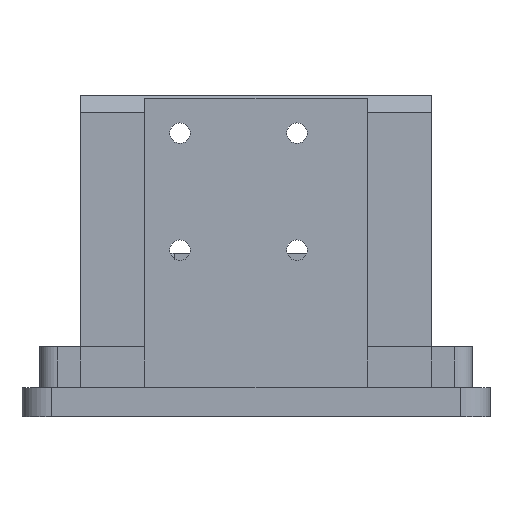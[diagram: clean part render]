
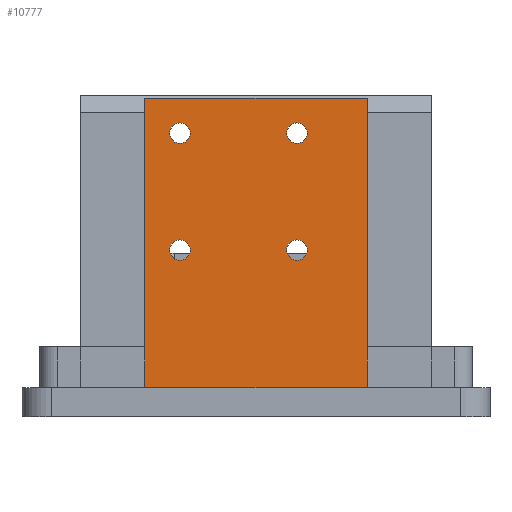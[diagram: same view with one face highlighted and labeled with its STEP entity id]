
A CAD part, left-side view. The second image highlights one B-rep face of the part: STEP entity #10777.
In plain terms, the highlighted planar face has unit normal (-1, 0, 0).
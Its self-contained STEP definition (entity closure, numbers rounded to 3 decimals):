
#4418 = PLANE('',#4419);
#4419 = AXIS2_PLACEMENT_3D('',#4420,#4421,#4422);
#4420 = CARTESIAN_POINT('',(-23.5,17.,68.));
#4421 = DIRECTION('',(0.,0.,1.));
#4422 = DIRECTION('',(1.,0.,0.));
#4498 = PLANE('',#4499);
#4499 = AXIS2_PLACEMENT_3D('',#4500,#4501,#4502);
#4500 = CARTESIAN_POINT('',(-23.5,17.,68.));
#4501 = DIRECTION('',(0.,1.,0.));
#4502 = DIRECTION('',(0.,0.,1.));
#4764 = PLANE('',#4765);
#4765 = AXIS2_PLACEMENT_3D('',#4766,#4767,#4768);
#4766 = CARTESIAN_POINT('',(-23.5,55.,68.));
#4767 = DIRECTION('',(0.,1.,0.));
#4768 = DIRECTION('',(0.,0.,1.));
#7333 = PLANE('',#7334);
#7334 = AXIS2_PLACEMENT_3D('',#7335,#7336,#7337);
#7335 = CARTESIAN_POINT('',(-18.5,6.,116.5));
#7336 = DIRECTION('',(0.707,0.,-0.707));
#7337 = DIRECTION('',(-0.,-1.,-0.));
#8632 = VERTEX_POINT('',#8633);
#8633 = CARTESIAN_POINT('',(-17.5,55.,68.));
#8656 = VERTEX_POINT('',#8657);
#8657 = CARTESIAN_POINT('',(-17.5,17.,68.));
#8678 = EDGE_CURVE('',#8656,#8632,#8679,.T.);
#8679 = SURFACE_CURVE('',#8680,(#8684,#8691),.PCURVE_S1.);
#8680 = LINE('',#8681,#8682);
#8681 = CARTESIAN_POINT('',(-17.5,17.,68.));
#8682 = VECTOR('',#8683,1.);
#8683 = DIRECTION('',(0.,1.,0.));
#8684 = PCURVE('',#4418,#8685);
#8685 = DEFINITIONAL_REPRESENTATION('',(#8686),#8690);
#8686 = LINE('',#8687,#8688);
#8687 = CARTESIAN_POINT('',(6.,0.));
#8688 = VECTOR('',#8689,1.);
#8689 = DIRECTION('',(0.,1.));
#8690 = ( GEOMETRIC_REPRESENTATION_CONTEXT(2) 
PARAMETRIC_REPRESENTATION_CONTEXT() REPRESENTATION_CONTEXT('2D SPACE',''
  ) );
#8691 = PCURVE('',#8692,#8697);
#8692 = PLANE('',#8693);
#8693 = AXIS2_PLACEMENT_3D('',#8694,#8695,#8696);
#8694 = CARTESIAN_POINT('',(-17.5,17.,68.));
#8695 = DIRECTION('',(1.,0.,0.));
#8696 = DIRECTION('',(0.,0.,1.));
#8697 = DEFINITIONAL_REPRESENTATION('',(#8698),#8702);
#8698 = LINE('',#8699,#8700);
#8699 = CARTESIAN_POINT('',(0.,0.));
#8700 = VECTOR('',#8701,1.);
#8701 = DIRECTION('',(0.,-1.));
#8702 = ( GEOMETRIC_REPRESENTATION_CONTEXT(2) 
PARAMETRIC_REPRESENTATION_CONTEXT() REPRESENTATION_CONTEXT('2D SPACE',''
  ) );
#8758 = VERTEX_POINT('',#8759);
#8759 = CARTESIAN_POINT('',(-17.5,17.,117.5));
#8778 = EDGE_CURVE('',#8656,#8758,#8779,.T.);
#8779 = SURFACE_CURVE('',#8780,(#8784,#8791),.PCURVE_S1.);
#8780 = LINE('',#8781,#8782);
#8781 = CARTESIAN_POINT('',(-17.5,17.,68.));
#8782 = VECTOR('',#8783,1.);
#8783 = DIRECTION('',(0.,0.,1.));
#8784 = PCURVE('',#4498,#8785);
#8785 = DEFINITIONAL_REPRESENTATION('',(#8786),#8790);
#8786 = LINE('',#8787,#8788);
#8787 = CARTESIAN_POINT('',(0.,6.));
#8788 = VECTOR('',#8789,1.);
#8789 = DIRECTION('',(1.,0.));
#8790 = ( GEOMETRIC_REPRESENTATION_CONTEXT(2) 
PARAMETRIC_REPRESENTATION_CONTEXT() REPRESENTATION_CONTEXT('2D SPACE',''
  ) );
#8791 = PCURVE('',#8692,#8792);
#8792 = DEFINITIONAL_REPRESENTATION('',(#8793),#8797);
#8793 = LINE('',#8794,#8795);
#8794 = CARTESIAN_POINT('',(0.,0.));
#8795 = VECTOR('',#8796,1.);
#8796 = DIRECTION('',(1.,0.));
#8797 = ( GEOMETRIC_REPRESENTATION_CONTEXT(2) 
PARAMETRIC_REPRESENTATION_CONTEXT() REPRESENTATION_CONTEXT('2D SPACE',''
  ) );
#8853 = VERTEX_POINT('',#8854);
#8854 = CARTESIAN_POINT('',(-17.5,55.,117.5));
#8873 = EDGE_CURVE('',#8632,#8853,#8874,.T.);
#8874 = SURFACE_CURVE('',#8875,(#8879,#8886),.PCURVE_S1.);
#8875 = LINE('',#8876,#8877);
#8876 = CARTESIAN_POINT('',(-17.5,55.,68.));
#8877 = VECTOR('',#8878,1.);
#8878 = DIRECTION('',(0.,0.,1.));
#8879 = PCURVE('',#4764,#8880);
#8880 = DEFINITIONAL_REPRESENTATION('',(#8881),#8885);
#8881 = LINE('',#8882,#8883);
#8882 = CARTESIAN_POINT('',(0.,6.));
#8883 = VECTOR('',#8884,1.);
#8884 = DIRECTION('',(1.,0.));
#8885 = ( GEOMETRIC_REPRESENTATION_CONTEXT(2) 
PARAMETRIC_REPRESENTATION_CONTEXT() REPRESENTATION_CONTEXT('2D SPACE',''
  ) );
#8886 = PCURVE('',#8692,#8887);
#8887 = DEFINITIONAL_REPRESENTATION('',(#8888),#8892);
#8888 = LINE('',#8889,#8890);
#8889 = CARTESIAN_POINT('',(0.,-38.));
#8890 = VECTOR('',#8891,1.);
#8891 = DIRECTION('',(1.,0.));
#8892 = ( GEOMETRIC_REPRESENTATION_CONTEXT(2) 
PARAMETRIC_REPRESENTATION_CONTEXT() REPRESENTATION_CONTEXT('2D SPACE',''
  ) );
#9997 = EDGE_CURVE('',#8758,#8853,#9998,.T.);
#9998 = SURFACE_CURVE('',#9999,(#10003,#10009),.PCURVE_S1.);
#9999 = LINE('',#10000,#10001);
#10000 = CARTESIAN_POINT('',(-17.5,11.5,117.5));
#10001 = VECTOR('',#10002,1.);
#10002 = DIRECTION('',(0.,1.,0.));
#10003 = PCURVE('',#7333,#10004);
#10004 = DEFINITIONAL_REPRESENTATION('',(#10005),#10008);
#10005 = B_SPLINE_CURVE_WITH_KNOTS('',1,(#10006,#10007),.UNSPECIFIED.,
  .F.,.F.,(2,2),(1.7,47.3),.PIECEWISE_BEZIER_KNOTS.);
#10006 = CARTESIAN_POINT('',(-7.2,-1.414));
#10007 = CARTESIAN_POINT('',(-52.8,-1.414));
#10008 = ( GEOMETRIC_REPRESENTATION_CONTEXT(2) 
PARAMETRIC_REPRESENTATION_CONTEXT() REPRESENTATION_CONTEXT('2D SPACE',''
  ) );
#10009 = PCURVE('',#8692,#10010);
#10010 = DEFINITIONAL_REPRESENTATION('',(#10011),#10014);
#10011 = B_SPLINE_CURVE_WITH_KNOTS('',1,(#10012,#10013),.UNSPECIFIED.,
  .F.,.F.,(2,2),(1.7,47.3),.PIECEWISE_BEZIER_KNOTS.);
#10012 = CARTESIAN_POINT('',(49.5,3.8));
#10013 = CARTESIAN_POINT('',(49.5,-41.8));
#10014 = ( GEOMETRIC_REPRESENTATION_CONTEXT(2) 
PARAMETRIC_REPRESENTATION_CONTEXT() REPRESENTATION_CONTEXT('2D SPACE',''
  ) );
#10777 = ADVANCED_FACE('',(#10778,#10784,#10815,#10846,#10877),#8692,.F.
  );
#10778 = FACE_BOUND('',#10779,.F.);
#10779 = EDGE_LOOP('',(#10780,#10781,#10782,#10783));
#10780 = ORIENTED_EDGE('',*,*,#8778,.F.);
#10781 = ORIENTED_EDGE('',*,*,#8678,.T.);
#10782 = ORIENTED_EDGE('',*,*,#8873,.T.);
#10783 = ORIENTED_EDGE('',*,*,#9997,.F.);
#10784 = FACE_BOUND('',#10785,.F.);
#10785 = EDGE_LOOP('',(#10786));
#10786 = ORIENTED_EDGE('',*,*,#10787,.F.);
#10787 = EDGE_CURVE('',#10788,#10788,#10790,.T.);
#10788 = VERTEX_POINT('',#10789);
#10789 = CARTESIAN_POINT('',(-17.5,49.,109.75));
#10790 = SURFACE_CURVE('',#10791,(#10796,#10803),.PCURVE_S1.);
#10791 = CIRCLE('',#10792,1.75);
#10792 = AXIS2_PLACEMENT_3D('',#10793,#10794,#10795);
#10793 = CARTESIAN_POINT('',(-17.5,49.,111.5));
#10794 = DIRECTION('',(1.,0.,0.));
#10795 = DIRECTION('',(0.,0.,-1.));
#10796 = PCURVE('',#8692,#10797);
#10797 = DEFINITIONAL_REPRESENTATION('',(#10798),#10802);
#10798 = CIRCLE('',#10799,1.75);
#10799 = AXIS2_PLACEMENT_2D('',#10800,#10801);
#10800 = CARTESIAN_POINT('',(43.5,-32.));
#10801 = DIRECTION('',(-1.,-0.));
#10802 = ( GEOMETRIC_REPRESENTATION_CONTEXT(2) 
PARAMETRIC_REPRESENTATION_CONTEXT() REPRESENTATION_CONTEXT('2D SPACE',''
  ) );
#10803 = PCURVE('',#10804,#10809);
#10804 = CYLINDRICAL_SURFACE('',#10805,1.75);
#10805 = AXIS2_PLACEMENT_3D('',#10806,#10807,#10808);
#10806 = CARTESIAN_POINT('',(-35.5,49.,111.5));
#10807 = DIRECTION('',(1.,0.,0.));
#10808 = DIRECTION('',(0.,0.,-1.));
#10809 = DEFINITIONAL_REPRESENTATION('',(#10810),#10814);
#10810 = LINE('',#10811,#10812);
#10811 = CARTESIAN_POINT('',(0.,18.));
#10812 = VECTOR('',#10813,1.);
#10813 = DIRECTION('',(1.,0.));
#10814 = ( GEOMETRIC_REPRESENTATION_CONTEXT(2) 
PARAMETRIC_REPRESENTATION_CONTEXT() REPRESENTATION_CONTEXT('2D SPACE',''
  ) );
#10815 = FACE_BOUND('',#10816,.F.);
#10816 = EDGE_LOOP('',(#10817));
#10817 = ORIENTED_EDGE('',*,*,#10818,.F.);
#10818 = EDGE_CURVE('',#10819,#10819,#10821,.T.);
#10819 = VERTEX_POINT('',#10820);
#10820 = CARTESIAN_POINT('',(-17.5,29.,109.75));
#10821 = SURFACE_CURVE('',#10822,(#10827,#10834),.PCURVE_S1.);
#10822 = CIRCLE('',#10823,1.75);
#10823 = AXIS2_PLACEMENT_3D('',#10824,#10825,#10826);
#10824 = CARTESIAN_POINT('',(-17.5,29.,111.5));
#10825 = DIRECTION('',(1.,-0.,0.));
#10826 = DIRECTION('',(0.,0.,-1.));
#10827 = PCURVE('',#8692,#10828);
#10828 = DEFINITIONAL_REPRESENTATION('',(#10829),#10833);
#10829 = CIRCLE('',#10830,1.75);
#10830 = AXIS2_PLACEMENT_2D('',#10831,#10832);
#10831 = CARTESIAN_POINT('',(43.5,-12.));
#10832 = DIRECTION('',(-1.,0.));
#10833 = ( GEOMETRIC_REPRESENTATION_CONTEXT(2) 
PARAMETRIC_REPRESENTATION_CONTEXT() REPRESENTATION_CONTEXT('2D SPACE',''
  ) );
#10834 = PCURVE('',#10835,#10840);
#10835 = CYLINDRICAL_SURFACE('',#10836,1.75);
#10836 = AXIS2_PLACEMENT_3D('',#10837,#10838,#10839);
#10837 = CARTESIAN_POINT('',(-35.5,29.,111.5));
#10838 = DIRECTION('',(1.,0.,0.));
#10839 = DIRECTION('',(0.,0.,-1.));
#10840 = DEFINITIONAL_REPRESENTATION('',(#10841),#10845);
#10841 = LINE('',#10842,#10843);
#10842 = CARTESIAN_POINT('',(0.,18.));
#10843 = VECTOR('',#10844,1.);
#10844 = DIRECTION('',(1.,0.));
#10845 = ( GEOMETRIC_REPRESENTATION_CONTEXT(2) 
PARAMETRIC_REPRESENTATION_CONTEXT() REPRESENTATION_CONTEXT('2D SPACE',''
  ) );
#10846 = FACE_BOUND('',#10847,.F.);
#10847 = EDGE_LOOP('',(#10848));
#10848 = ORIENTED_EDGE('',*,*,#10849,.F.);
#10849 = EDGE_CURVE('',#10850,#10850,#10852,.T.);
#10850 = VERTEX_POINT('',#10851);
#10851 = CARTESIAN_POINT('',(-17.5,29.,89.75));
#10852 = SURFACE_CURVE('',#10853,(#10858,#10865),.PCURVE_S1.);
#10853 = CIRCLE('',#10854,1.75);
#10854 = AXIS2_PLACEMENT_3D('',#10855,#10856,#10857);
#10855 = CARTESIAN_POINT('',(-17.5,29.,91.5));
#10856 = DIRECTION('',(1.,-0.,0.));
#10857 = DIRECTION('',(0.,0.,-1.));
#10858 = PCURVE('',#8692,#10859);
#10859 = DEFINITIONAL_REPRESENTATION('',(#10860),#10864);
#10860 = CIRCLE('',#10861,1.75);
#10861 = AXIS2_PLACEMENT_2D('',#10862,#10863);
#10862 = CARTESIAN_POINT('',(23.5,-12.));
#10863 = DIRECTION('',(-1.,0.));
#10864 = ( GEOMETRIC_REPRESENTATION_CONTEXT(2) 
PARAMETRIC_REPRESENTATION_CONTEXT() REPRESENTATION_CONTEXT('2D SPACE',''
  ) );
#10865 = PCURVE('',#10866,#10871);
#10866 = CYLINDRICAL_SURFACE('',#10867,1.75);
#10867 = AXIS2_PLACEMENT_3D('',#10868,#10869,#10870);
#10868 = CARTESIAN_POINT('',(-35.5,29.,91.5));
#10869 = DIRECTION('',(1.,0.,0.));
#10870 = DIRECTION('',(0.,0.,-1.));
#10871 = DEFINITIONAL_REPRESENTATION('',(#10872),#10876);
#10872 = LINE('',#10873,#10874);
#10873 = CARTESIAN_POINT('',(0.,18.));
#10874 = VECTOR('',#10875,1.);
#10875 = DIRECTION('',(1.,0.));
#10876 = ( GEOMETRIC_REPRESENTATION_CONTEXT(2) 
PARAMETRIC_REPRESENTATION_CONTEXT() REPRESENTATION_CONTEXT('2D SPACE',''
  ) );
#10877 = FACE_BOUND('',#10878,.F.);
#10878 = EDGE_LOOP('',(#10879));
#10879 = ORIENTED_EDGE('',*,*,#10880,.F.);
#10880 = EDGE_CURVE('',#10881,#10881,#10883,.T.);
#10881 = VERTEX_POINT('',#10882);
#10882 = CARTESIAN_POINT('',(-17.5,49.,89.75));
#10883 = SURFACE_CURVE('',#10884,(#10889,#10896),.PCURVE_S1.);
#10884 = CIRCLE('',#10885,1.75);
#10885 = AXIS2_PLACEMENT_3D('',#10886,#10887,#10888);
#10886 = CARTESIAN_POINT('',(-17.5,49.,91.5));
#10887 = DIRECTION('',(1.,0.,0.));
#10888 = DIRECTION('',(0.,0.,-1.));
#10889 = PCURVE('',#8692,#10890);
#10890 = DEFINITIONAL_REPRESENTATION('',(#10891),#10895);
#10891 = CIRCLE('',#10892,1.75);
#10892 = AXIS2_PLACEMENT_2D('',#10893,#10894);
#10893 = CARTESIAN_POINT('',(23.5,-32.));
#10894 = DIRECTION('',(-1.,-0.));
#10895 = ( GEOMETRIC_REPRESENTATION_CONTEXT(2) 
PARAMETRIC_REPRESENTATION_CONTEXT() REPRESENTATION_CONTEXT('2D SPACE',''
  ) );
#10896 = PCURVE('',#10897,#10902);
#10897 = CYLINDRICAL_SURFACE('',#10898,1.75);
#10898 = AXIS2_PLACEMENT_3D('',#10899,#10900,#10901);
#10899 = CARTESIAN_POINT('',(-35.5,49.,91.5));
#10900 = DIRECTION('',(1.,0.,0.));
#10901 = DIRECTION('',(0.,0.,-1.));
#10902 = DEFINITIONAL_REPRESENTATION('',(#10903),#10907);
#10903 = LINE('',#10904,#10905);
#10904 = CARTESIAN_POINT('',(0.,18.));
#10905 = VECTOR('',#10906,1.);
#10906 = DIRECTION('',(1.,0.));
#10907 = ( GEOMETRIC_REPRESENTATION_CONTEXT(2) 
PARAMETRIC_REPRESENTATION_CONTEXT() REPRESENTATION_CONTEXT('2D SPACE',''
  ) );
